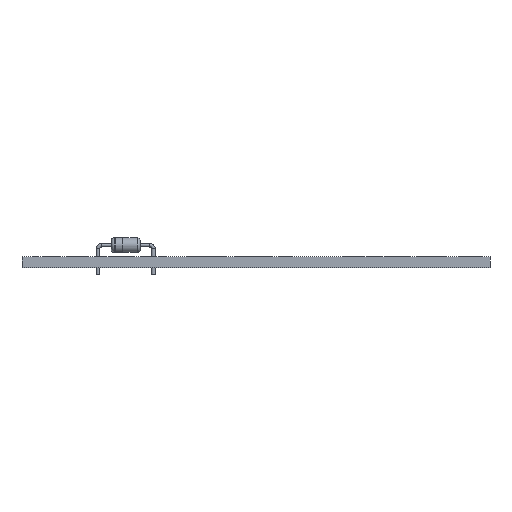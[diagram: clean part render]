
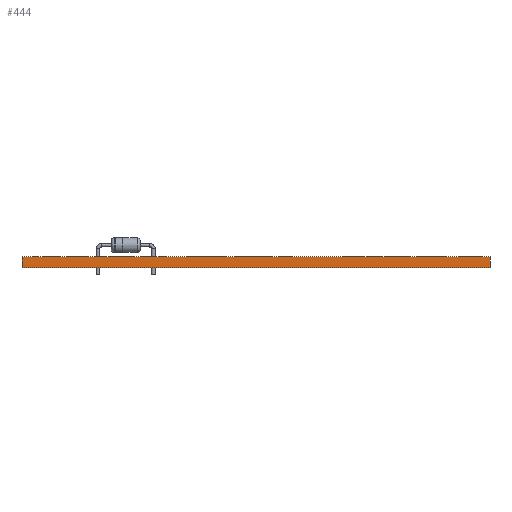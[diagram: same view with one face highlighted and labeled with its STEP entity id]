
A CAD part, front view. The second image highlights one B-rep face of the part: STEP entity #444.
In plain terms, the highlighted planar face has unit normal (0, -1, 0).
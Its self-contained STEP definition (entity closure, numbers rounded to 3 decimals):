
#444 = ADVANCED_FACE('',(#445),#479,.T.);
#445 = FACE_BOUND('',#446,.T.);
#446 = EDGE_LOOP('',(#447,#457,#465,#473));
#447 = ORIENTED_EDGE('',*,*,#448,.T.);
#448 = EDGE_CURVE('',#449,#451,#453,.T.);
#449 = VERTEX_POINT('',#450);
#450 = CARTESIAN_POINT('',(126.2,-116.2,0.));
#451 = VERTEX_POINT('',#452);
#452 = CARTESIAN_POINT('',(126.2,-116.2,1.51));
#453 = LINE('',#454,#455);
#454 = CARTESIAN_POINT('',(126.2,-116.2,0.));
#455 = VECTOR('',#456,1.);
#456 = DIRECTION('',(0.,0.,1.));
#457 = ORIENTED_EDGE('',*,*,#458,.T.);
#458 = EDGE_CURVE('',#451,#459,#461,.T.);
#459 = VERTEX_POINT('',#460);
#460 = CARTESIAN_POINT('',(61.6,-116.2,1.51));
#461 = LINE('',#462,#463);
#462 = CARTESIAN_POINT('',(126.2,-116.2,1.51));
#463 = VECTOR('',#464,1.);
#464 = DIRECTION('',(-1.,0.,0.));
#465 = ORIENTED_EDGE('',*,*,#466,.F.);
#466 = EDGE_CURVE('',#467,#459,#469,.T.);
#467 = VERTEX_POINT('',#468);
#468 = CARTESIAN_POINT('',(61.6,-116.2,0.));
#469 = LINE('',#470,#471);
#470 = CARTESIAN_POINT('',(61.6,-116.2,0.));
#471 = VECTOR('',#472,1.);
#472 = DIRECTION('',(0.,0.,1.));
#473 = ORIENTED_EDGE('',*,*,#474,.F.);
#474 = EDGE_CURVE('',#449,#467,#475,.T.);
#475 = LINE('',#476,#477);
#476 = CARTESIAN_POINT('',(126.2,-116.2,0.));
#477 = VECTOR('',#478,1.);
#478 = DIRECTION('',(-1.,0.,0.));
#479 = PLANE('',#480);
#480 = AXIS2_PLACEMENT_3D('',#481,#482,#483);
#481 = CARTESIAN_POINT('',(126.2,-116.2,0.));
#482 = DIRECTION('',(0.,-1.,0.));
#483 = DIRECTION('',(-1.,0.,0.));
